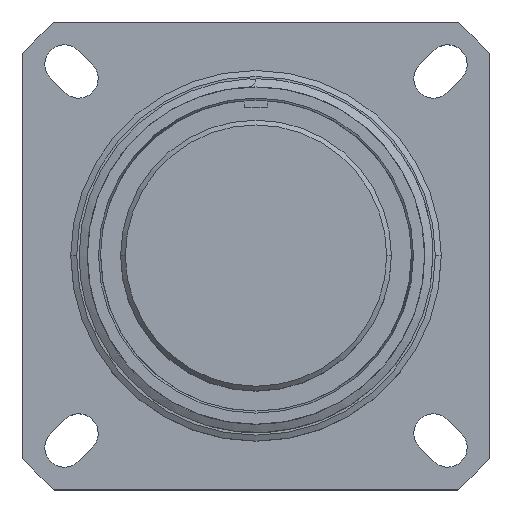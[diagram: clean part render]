
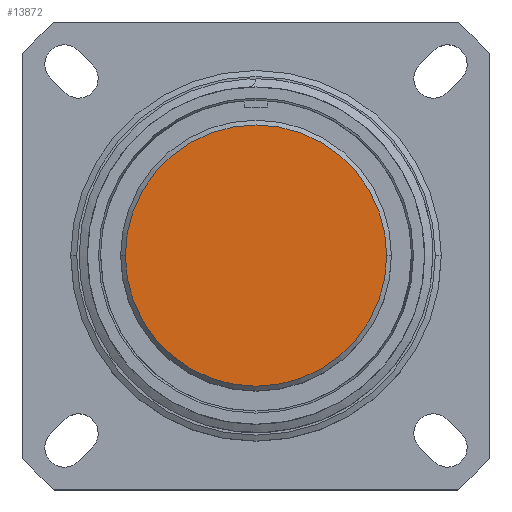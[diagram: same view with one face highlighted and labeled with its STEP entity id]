
A CAD part, top view. The second image highlights one B-rep face of the part: STEP entity #13872.
In plain terms, the highlighted planar face has unit normal (0, 0, 1).
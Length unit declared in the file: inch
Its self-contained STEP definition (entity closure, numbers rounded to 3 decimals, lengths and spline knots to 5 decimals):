
#62 = EDGE_CURVE ( 'NONE', #12945, #3251, #11664, .T. ) ;
#1023 = CIRCLE ( 'NONE', #9639, 0.55 ) ;
#1103 = CARTESIAN_POINT ( 'NONE',  ( 0., 0., -0.014 ) ) ;
#1479 = DIRECTION ( 'NONE',  ( 0., 0., -1. ) ) ;
#1626 = DIRECTION ( 'NONE',  ( -1., 0., 0. ) ) ;
#1774 = DIRECTION ( 'NONE',  ( 0., -1., 0. ) ) ;
#3251 = VERTEX_POINT ( 'NONE', #7275 ) ;
#4669 = AXIS2_PLACEMENT_3D ( 'NONE', #7539, #11828, #1774 ) ;
#4769 = DIRECTION ( 'NONE',  ( -1., 0., 0. ) ) ;
#5965 = EDGE_LOOP ( 'NONE', ( #6515, #10985 ) ) ;
#6342 = CARTESIAN_POINT ( 'NONE',  ( -0.55, 0., -0.014 ) ) ;
#6515 = ORIENTED_EDGE ( 'NONE', *, *, #62, .F. ) ;
#7275 = CARTESIAN_POINT ( 'NONE',  ( 0.55, 0., -0.014 ) ) ;
#7539 = CARTESIAN_POINT ( 'NONE',  ( 0., 0., -0.014 ) ) ;
#8534 = FACE_OUTER_BOUND ( 'NONE', #5965, .T. ) ;
#9639 = AXIS2_PLACEMENT_3D ( 'NONE', #10624, #1479, #1626 ) ;
#10320 = DIRECTION ( 'NONE',  ( 0., 0., -1. ) ) ;
#10624 = CARTESIAN_POINT ( 'NONE',  ( 0., 0., -0.014 ) ) ;
#10985 = ORIENTED_EDGE ( 'NONE', *, *, #11674, .F. ) ;
#10991 = PLANE ( 'NONE',  #4669 ) ;
#11664 = CIRCLE ( 'NONE', #14037, 0.55 ) ;
#11674 = EDGE_CURVE ( 'NONE', #3251, #12945, #1023, .T. ) ;
#11828 = DIRECTION ( 'NONE',  ( 0., 0., -1. ) ) ;
#12945 = VERTEX_POINT ( 'NONE', #6342 ) ;
#13872 = ADVANCED_FACE ( 'NONE', ( #8534 ), #10991, .F. ) ;
#14037 = AXIS2_PLACEMENT_3D ( 'NONE', #1103, #10320, #4769 ) ;
